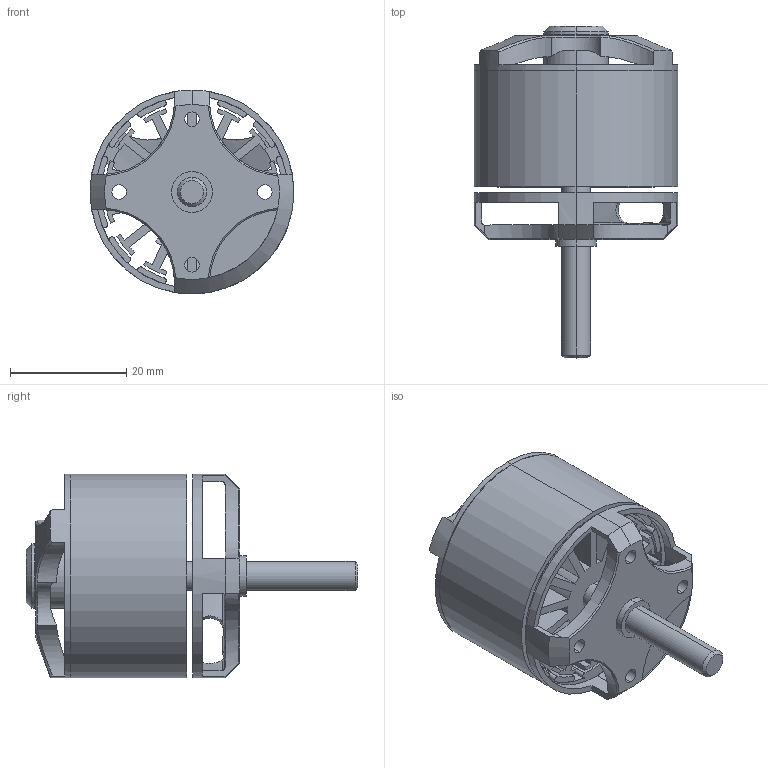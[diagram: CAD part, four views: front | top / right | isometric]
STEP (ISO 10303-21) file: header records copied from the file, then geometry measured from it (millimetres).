
FILE_DESCRIPTION (( 'STEP AP203' ), '1' );
FILE_NAME ('35-36 outrunner.STEP', '2020-02-01T21:25:28', ( '' ), ( '' ), 'SwSTEP 2.0', 'SolidWorks 2019', '' );
FILE_SCHEMA (( 'CONFIG_CONTROL_DESIGN' ));
Length unit declared in the file: millimetre
Products named in the file (1): 35-36 outrunner
Bounding box: 35 x 57 x 35 mm (x, y, z)
Volume: 14413.1 mm3; surface area: 17456.1 mm2
Topology: 1 solids, 1 shells, 325 faces, 945 edges, 620 vertices
Faces by surface type: cylinder 179, plane 105, cone 25, bspline 10, torus 6
Entity records: 14411 total; most frequent: CARTESIAN_POINT 5443, DIRECTION 1948, ORIENTED_EDGE 1890, EDGE_CURVE 945, AXIS2_PLACEMENT_3D 781, VERTEX_POINT 620, CIRCLE 465, LINE 386
